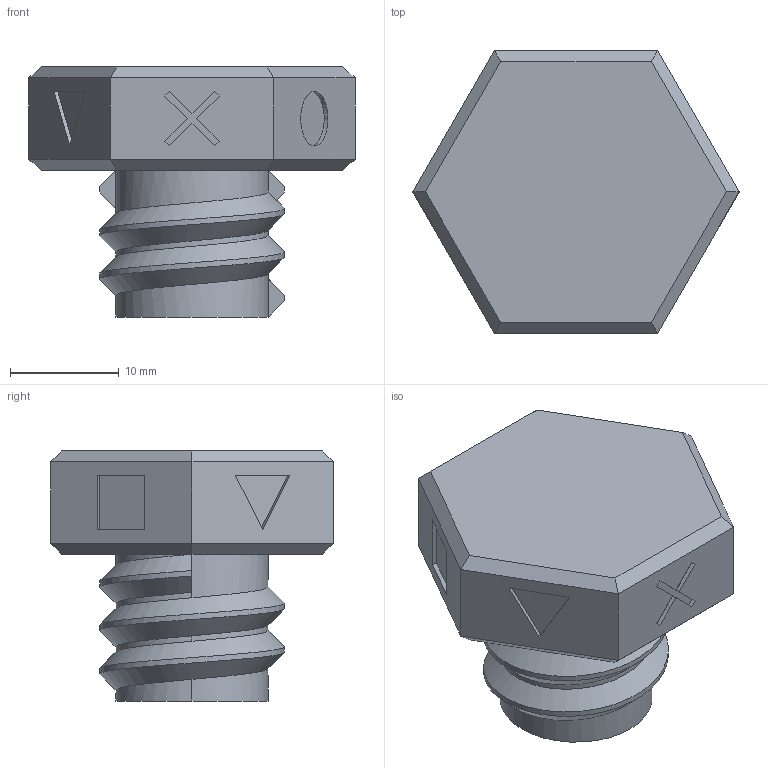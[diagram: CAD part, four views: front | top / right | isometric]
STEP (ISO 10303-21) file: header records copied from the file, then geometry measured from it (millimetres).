
FILE_DESCRIPTION (( 'STEP AP203' ), '1' );
FILE_NAME ('鬥蹟邡.S', '2024-03-09T16:32:27', ( '' ), ( '' ), 'SwSTEP 2.0', 'SolidWorks 2022', '' );
FILE_SCHEMA (( 'CONFIG_CONTROL_DESIGN' ));
Length unit declared in the file: millimetre
Products named in the file (1): 矮螺栓Y_¨Y__§
Bounding box: 30 x 25.98 x 23 mm (x, y, z)
Volume: 7886.8 mm3; surface area: 2755.9 mm2
Topology: 1 solids, 1 shells, 63 faces, 148 edges, 92 vertices
Faces by surface type: plane 48, cylinder 10, bspline 3, cone 2
Entity records: 2387 total; most frequent: CARTESIAN_POINT 924, ORIENTED_EDGE 296, DIRECTION 262, EDGE_CURVE 148, VECTOR 118, LINE 118, VERTEX_POINT 92, AXIS2_PLACEMENT_3D 72
